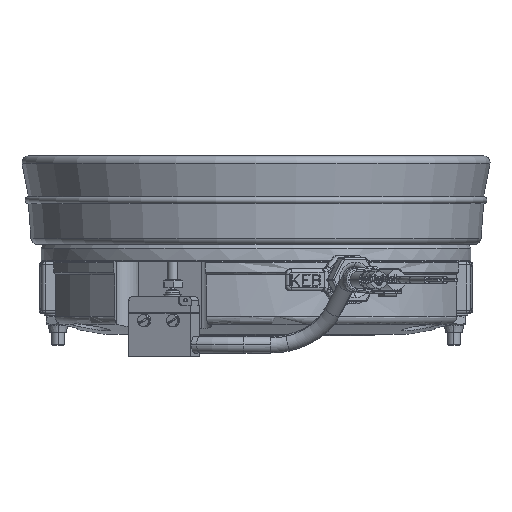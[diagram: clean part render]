
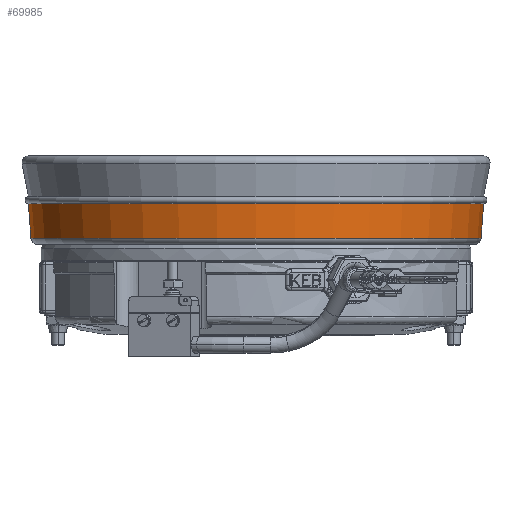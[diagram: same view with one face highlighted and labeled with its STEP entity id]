
A CAD part, front view. The second image highlights one B-rep face of the part: STEP entity #69985.
In plain terms, the highlighted conical face has half-angle 4.247 degrees and reference radius 66.491 mm.
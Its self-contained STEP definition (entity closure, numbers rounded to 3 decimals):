
#2335 = EDGE_LOOP ( 'NONE', ( #31165, #84359, #68267, #39383 ) ) ;
#3998 = CARTESIAN_POINT ( 'NONE',  ( -0.102, 0., 0. ) ) ;
#4606 = DIRECTION ( 'NONE',  ( -0.997, 0., -0.074 ) ) ;
#5350 = EDGE_CURVE ( 'NONE', #87355, #22982, #74201, .T. ) ;
#5547 = VECTOR ( 'NONE', #4606, 1000. ) ;
#6645 = CARTESIAN_POINT ( 'NONE',  ( -10.325, 0., -67.25 ) ) ;
#7847 = CARTESIAN_POINT ( 'NONE',  ( -0.102, 0., 66.491 ) ) ;
#10026 = CARTESIAN_POINT ( 'NONE',  ( -10.325, 0., 67.25 ) ) ;
#10307 = VERTEX_POINT ( 'NONE', #7847 ) ;
#19579 = EDGE_CURVE ( 'NONE', #10307, #63266, #80105, .T. ) ;
#22982 = VERTEX_POINT ( 'NONE', #6645 ) ;
#25840 = CARTESIAN_POINT ( 'NONE',  ( -0.102, 0., 0. ) ) ;
#26244 = DIRECTION ( 'NONE',  ( 0., 0., -1. ) ) ;
#31165 = ORIENTED_EDGE ( 'NONE', *, *, #46181, .F. ) ;
#32702 = DIRECTION ( 'NONE',  ( 1., 0., 0. ) ) ;
#34128 = AXIS2_PLACEMENT_3D ( 'NONE', #3998, #32702, #26244 ) ;
#35066 = FACE_OUTER_BOUND ( 'NONE', #2335, .T. ) ;
#39383 = ORIENTED_EDGE ( 'NONE', *, *, #5350, .T. ) ;
#39613 = EDGE_CURVE ( 'NONE', #10307, #87355, #82527, .T. ) ;
#39865 = CARTESIAN_POINT ( 'NONE',  ( -0.102, 0., 66.491 ) ) ;
#46181 = EDGE_CURVE ( 'NONE', #63266, #22982, #74162, .T. ) ;
#46791 = CARTESIAN_POINT ( 'NONE',  ( -0.102, 0., -66.491 ) ) ;
#59162 = CARTESIAN_POINT ( 'NONE',  ( -0.102, 0., -66.491 ) ) ;
#62603 = AXIS2_PLACEMENT_3D ( 'NONE', #25840, #90198, #75885 ) ;
#63266 = VERTEX_POINT ( 'NONE', #59162 ) ;
#64077 = CONICAL_SURFACE ( 'NONE', #62603, 66.491, 0.074 ) ;
#68116 = DIRECTION ( 'NONE',  ( -0.997, 0., 0.074 ) ) ;
#68267 = ORIENTED_EDGE ( 'NONE', *, *, #39613, .T. ) ;
#68270 = DIRECTION ( 'NONE',  ( 0., 0., -1. ) ) ;
#68745 = DIRECTION ( 'NONE',  ( 1., 0., 0. ) ) ;
#69985 = ADVANCED_FACE ( 'NONE', ( #35066 ), #64077, .T. ) ;
#74162 = LINE ( 'NONE', #46791, #5547 ) ;
#74201 = CIRCLE ( 'NONE', #83059, 67.25 ) ;
#75885 = DIRECTION ( 'NONE',  ( 0., 0., 1. ) ) ;
#80105 = CIRCLE ( 'NONE', #34128, 66.491 ) ;
#82527 = LINE ( 'NONE', #39865, #88128 ) ;
#83059 = AXIS2_PLACEMENT_3D ( 'NONE', #89582, #68745, #68270 ) ;
#84359 = ORIENTED_EDGE ( 'NONE', *, *, #19579, .F. ) ;
#87355 = VERTEX_POINT ( 'NONE', #10026 ) ;
#88128 = VECTOR ( 'NONE', #68116, 1000. ) ;
#89582 = CARTESIAN_POINT ( 'NONE',  ( -10.325, 0., 0. ) ) ;
#90198 = DIRECTION ( 'NONE',  ( -1., 0., 0. ) ) ;
